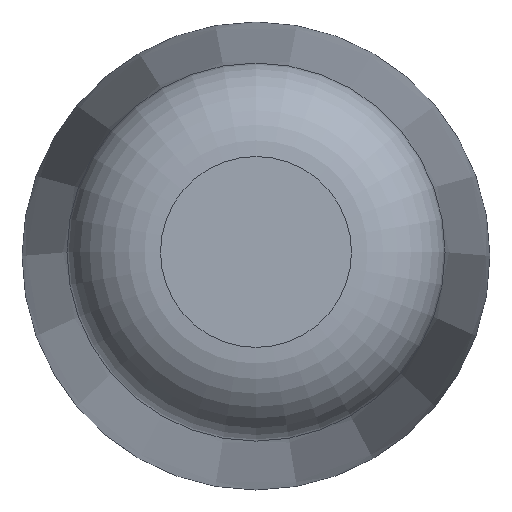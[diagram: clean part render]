
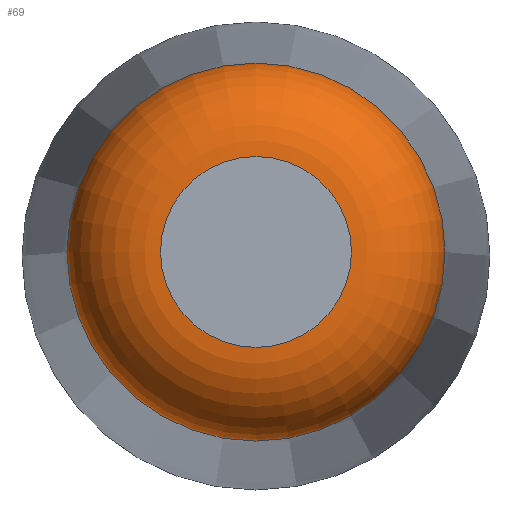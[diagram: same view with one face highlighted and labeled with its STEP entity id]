
A CAD part, top view. The second image highlights one B-rep face of the part: STEP entity #69.
In plain terms, the highlighted toroidal (fillet/blend) face has major radius 2.04 mm and minor radius 2 mm.
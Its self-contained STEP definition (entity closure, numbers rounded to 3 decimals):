
#23=FACE_OUTER_BOUND('',#28,.T.);
#28=EDGE_LOOP('',(#52,#53,#54,#55,#56));
#33=CIRCLE('',#89,4.04);
#34=CIRCLE('',#90,2.);
#35=CIRCLE('',#91,2.04);
#36=CIRCLE('',#92,4.04);
#39=VERTEX_POINT('',#127);
#40=VERTEX_POINT('',#128);
#41=VERTEX_POINT('',#130);
#44=EDGE_CURVE('',#39,#40,#33,.T.);
#45=EDGE_CURVE('',#40,#41,#34,.T.);
#46=EDGE_CURVE('',#41,#41,#35,.T.);
#47=EDGE_CURVE('',#40,#39,#36,.T.);
#52=ORIENTED_EDGE('',*,*,#44,.T.);
#53=ORIENTED_EDGE('',*,*,#45,.T.);
#54=ORIENTED_EDGE('',*,*,#46,.T.);
#55=ORIENTED_EDGE('',*,*,#45,.F.);
#56=ORIENTED_EDGE('',*,*,#47,.T.);
#68=TOROIDAL_SURFACE('',#88,2.04,2.);
#69=ADVANCED_FACE('',(#23),#68,.T.);
#88=AXIS2_PLACEMENT_3D('',#126,#101,#102);
#89=AXIS2_PLACEMENT_3D('',#129,#103,#104);
#90=AXIS2_PLACEMENT_3D('',#131,#105,#106);
#91=AXIS2_PLACEMENT_3D('',#132,#107,#108);
#92=AXIS2_PLACEMENT_3D('',#133,#109,#110);
#101=DIRECTION('center_axis',(0.,0.,-1.));
#102=DIRECTION('ref_axis',(-1.,0.,0.));
#103=DIRECTION('center_axis',(0.,0.,1.));
#104=DIRECTION('ref_axis',(1.,0.,0.));
#105=DIRECTION('center_axis',(0.,-1.,0.));
#106=DIRECTION('ref_axis',(1.,0.,0.));
#107=DIRECTION('center_axis',(0.,0.,-1.));
#108=DIRECTION('ref_axis',(1.,0.,0.));
#109=DIRECTION('center_axis',(0.,0.,1.));
#110=DIRECTION('ref_axis',(1.,0.,0.));
#126=CARTESIAN_POINT('Origin',(0.,0.,48.));
#127=CARTESIAN_POINT('',(-4.04,0.,48.041));
#128=CARTESIAN_POINT('',(4.04,0.,48.041));
#129=CARTESIAN_POINT('Origin',(0.,0.,48.041));
#130=CARTESIAN_POINT('',(2.04,0.,50.));
#131=CARTESIAN_POINT('Origin',(2.04,0.,48.));
#132=CARTESIAN_POINT('Origin',(0.,0.,50.));
#133=CARTESIAN_POINT('Origin',(0.,0.,48.041));
